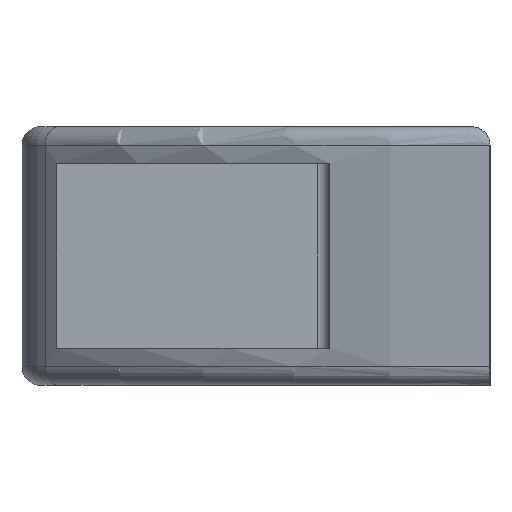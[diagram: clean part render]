
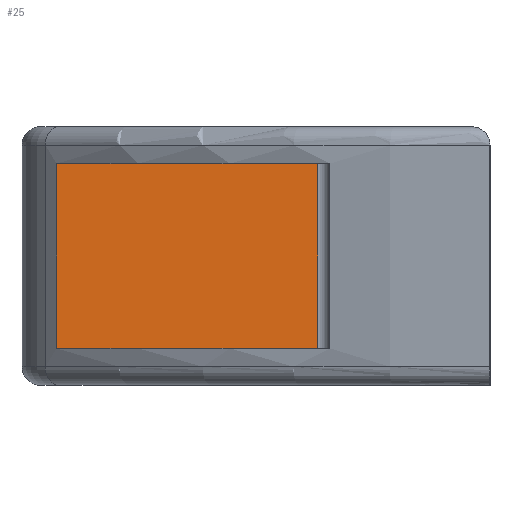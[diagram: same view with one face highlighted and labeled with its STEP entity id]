
A CAD part, left-side view. The second image highlights one B-rep face of the part: STEP entity #25.
In plain terms, the highlighted planar face has unit normal (-1, 0, 0).
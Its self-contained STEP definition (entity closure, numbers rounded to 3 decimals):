
#10 = VERTEX_POINT ( 'NONE', #746 ) ;
#12 = EDGE_CURVE ( 'NONE', #116, #518, #635, .T. ) ;
#15 = ORIENTED_EDGE ( 'NONE', *, *, #122, .F. ) ;
#17 = EDGE_LOOP ( 'NONE', ( #15, #24, #53, #55 ) ) ;
#24 = ORIENTED_EDGE ( 'NONE', *, *, #26, .T. ) ;
#25 = ADVANCED_FACE ( 'NONE', ( #625 ), #632, .F. ) ;
#26 = EDGE_CURVE ( 'NONE', #10, #116, #666, .T. ) ;
#53 = ORIENTED_EDGE ( 'NONE', *, *, #12, .T. ) ;
#55 = ORIENTED_EDGE ( 'NONE', *, *, #466, .F. ) ;
#116 = VERTEX_POINT ( 'NONE', #700 ) ;
#122 = EDGE_CURVE ( 'NONE', #10, #523, #609, .T. ) ;
#466 = EDGE_CURVE ( 'NONE', #523, #518, #1297, .T. ) ;
#518 = VERTEX_POINT ( 'NONE', #1390 ) ;
#523 = VERTEX_POINT ( 'NONE', #1385 ) ;
#606 = DIRECTION ( 'NONE',  ( 0., 1., 0. ) ) ;
#607 = VECTOR ( 'NONE', #606, 1000. ) ;
#608 = CARTESIAN_POINT ( 'NONE',  ( 16., 13., -7.5 ) ) ;
#609 = LINE ( 'NONE', #608, #607 ) ;
#615 = AXIS2_PLACEMENT_3D ( 'NONE', #669, #668, #667 ) ;
#625 = FACE_OUTER_BOUND ( 'NONE', #17, .T. ) ;
#632 = PLANE ( 'NONE',  #615 ) ;
#633 = DIRECTION ( 'NONE',  ( 0., 1., 0. ) ) ;
#634 = VECTOR ( 'NONE', #633, 1000. ) ;
#635 = LINE ( 'NONE', #723, #634 ) ;
#664 = DIRECTION ( 'NONE',  ( 0., 0., 1. ) ) ;
#665 = VECTOR ( 'NONE', #664, 1000. ) ;
#666 = LINE ( 'NONE', #672, #665 ) ;
#667 = DIRECTION ( 'NONE',  ( 0., 0., -1. ) ) ;
#668 = DIRECTION ( 'NONE',  ( 1., 0., 0. ) ) ;
#669 = CARTESIAN_POINT ( 'NONE',  ( 16., 13., 7.5 ) ) ;
#672 = CARTESIAN_POINT ( 'NONE',  ( 16., 14., 7.5 ) ) ;
#700 = CARTESIAN_POINT ( 'NONE',  ( 16., 14., 7.5 ) ) ;
#723 = CARTESIAN_POINT ( 'NONE',  ( 16., 13., 7.5 ) ) ;
#746 = CARTESIAN_POINT ( 'NONE',  ( 16., 14., -7.5 ) ) ;
#1290 = DIRECTION ( 'NONE',  ( 0., 0., 1. ) ) ;
#1291 = VECTOR ( 'NONE', #1290, 1000. ) ;
#1292 = CARTESIAN_POINT ( 'NONE',  ( 16., 35.188, 10.5 ) ) ;
#1297 = LINE ( 'NONE', #1292, #1291 ) ;
#1385 = CARTESIAN_POINT ( 'NONE',  ( 16., 35.188, -7.5 ) ) ;
#1390 = CARTESIAN_POINT ( 'NONE',  ( 16., 35.188, 7.5 ) ) ;
